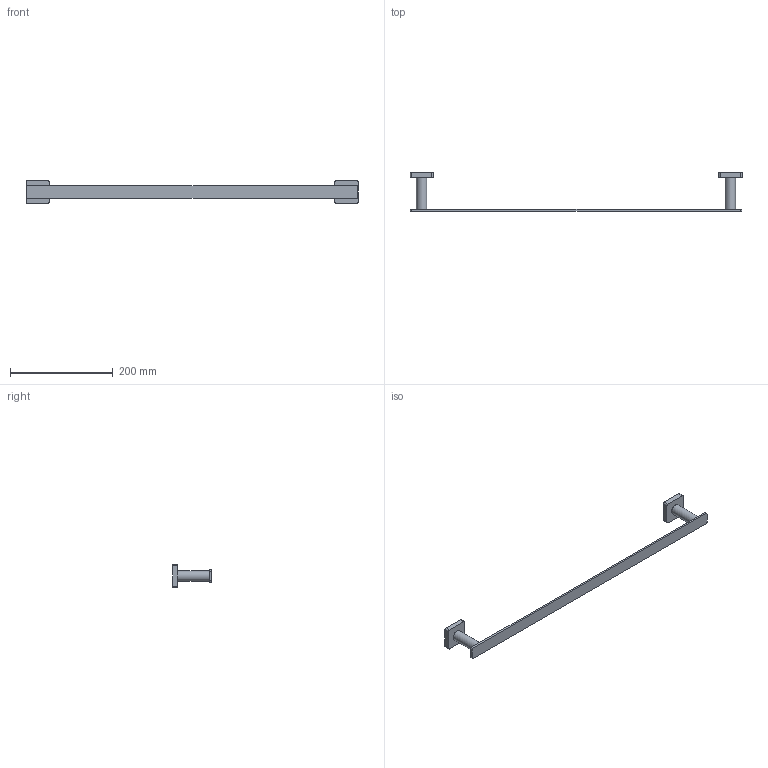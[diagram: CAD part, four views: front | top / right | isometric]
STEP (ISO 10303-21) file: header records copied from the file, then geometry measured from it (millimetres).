
FILE_DESCRIPTION(/* description */ (''),/* implementation_level */ '2;1');
FILE_NAME(/* name */ '3D_TVA152002000_ElementsStriking.step',/* time_stamp */ '2022-12-07T16:09:38+01:00',/* author */ (''),/* organization */ (''),/* preprocessor_version */ 'ST-DEVELOPER v19.2',/* originating_system */ 'Autodesk Translation Framework v11.17.0.187',/* authorisation */ '');
FILE_SCHEMA (('AUTOMOTIVE_DESIGN { 1 0 10303 214 3 1 1 }'));
Length unit declared in the file: millimetre
Products named in the file (12): (Nicht gespeichert); ASM0002_ASM; GB_78-1985_5_6; GB_862_2-1987_5; GB5783-2000_6_60; 217924000-01; 239924000-03_ASM; 239924000-03-01; 239924000-03-02; 239924000-02; 239924000-01; PRT0012
Assembly tree (19 placements, depth 4):
  (Nicht gespeichert)
    ASM0002_ASM
      GB_78-1985_5_6  x2
      GB5783-2000_6_60  x2
      GB_862_2-1987_5  x2
      217924000-01  x2
      239924000-03_ASM
        239924000-03-02  x2
        239924000-03-01
      239924000-02  x2
      239924000-01  x2
    PRT0012  x2
Bounding box: 645 x 75 x 45 mm (x, y, z)
Volume: 113275 mm3; surface area: 65361 mm2
Topology: 9 solids, 9 shells, 92 faces, 208 edges, 132 vertices
Faces by surface type: plane 52, cylinder 24, cone 16
Full cylindrical faces by diameter (mm): 4.2 x2, 5 x2, 10 x4, 18 x2, 20 x2
Entity records: 1889 total; most frequent: DIRECTION 330, CARTESIAN_POINT 278, ORIENTED_EDGE 234, AXIS2_PLACEMENT_3D 129, EDGE_CURVE 117, VERTEX_POINT 77, LINE 72, VECTOR 72
